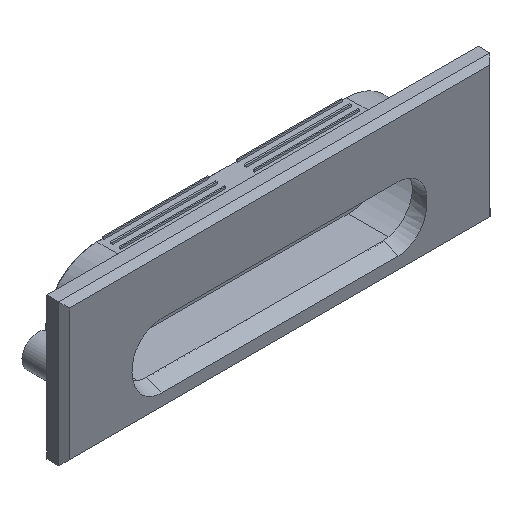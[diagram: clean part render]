
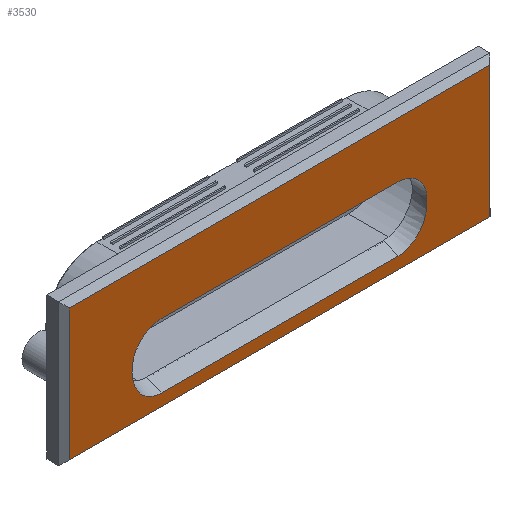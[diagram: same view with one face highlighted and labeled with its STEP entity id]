
A CAD part, isometric view. The second image highlights one B-rep face of the part: STEP entity #3530.
In plain terms, the highlighted free-form (B-spline) face has degree [1, 1] with [2, 2] control points.
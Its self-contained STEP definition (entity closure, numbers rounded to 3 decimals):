
#2714=CARTESIAN_POINT('',(45.0,0.0,-20.5));
#2715=VERTEX_POINT('',#2714);
#2721=CARTESIAN_POINT('',(56.0,0.0,-8.417));
#2722=VERTEX_POINT('',#2721);
#2723=CARTESIAN_POINT('',(56.,0.0,-8.417));
#2724=CARTESIAN_POINT('',(56.,0.0,-20.5));
#2725=CARTESIAN_POINT('',(45.0,0.0,-20.5));
#2733=(BOUNDED_CURVE()B_SPLINE_CURVE(2,(#2723,#2724,#2725),.UNSPECIFIED.,.F.,.U.)CURVE()GEOMETRIC_REPRESENTATION_ITEM()QUASI_UNIFORM_CURVE()RATIONAL_B_SPLINE_CURVE((1.0,0.707,1.0))REPRESENTATION_ITEM(''));
#2734=EDGE_CURVE('',#2722,#2715,#2733,.T.);
#2790=CARTESIAN_POINT('',(-56.0,0.0,-8.417));
#2791=VERTEX_POINT('',#2790);
#2797=CARTESIAN_POINT('',(-45.0,0.0,-20.5));
#2798=VERTEX_POINT('',#2797);
#2799=CARTESIAN_POINT('',(-45.0,0.,-20.5));
#2800=CARTESIAN_POINT('',(-56.0,0.,-20.5));
#2801=CARTESIAN_POINT('',(-56.,0.,-8.417));
#2809=(BOUNDED_CURVE()B_SPLINE_CURVE(2,(#2799,#2800,#2801),.UNSPECIFIED.,.F.,.U.)CURVE()GEOMETRIC_REPRESENTATION_ITEM()QUASI_UNIFORM_CURVE()RATIONAL_B_SPLINE_CURVE((1.0,0.707,1.0))REPRESENTATION_ITEM(''));
#2810=EDGE_CURVE('',#2798,#2791,#2809,.T.);
#2849=CARTESIAN_POINT('',(-56.0,0.0,-7.0));
#2850=VERTEX_POINT('',#2849);
#2872=CARTESIAN_POINT('',(-45.0,0.0,4.0));
#2873=VERTEX_POINT('',#2872);
#2879=CARTESIAN_POINT('',(-56.,0.0,-7.0));
#2880=CARTESIAN_POINT('',(-56.,0.0,4.));
#2881=CARTESIAN_POINT('',(-45.0,0.0,4.));
#2889=(BOUNDED_CURVE()B_SPLINE_CURVE(2,(#2879,#2880,#2881),.UNSPECIFIED.,.F.,.U.)CURVE()GEOMETRIC_REPRESENTATION_ITEM()QUASI_UNIFORM_CURVE()RATIONAL_B_SPLINE_CURVE((1.0,0.707,1.0))REPRESENTATION_ITEM(''));
#2890=EDGE_CURVE('',#2850,#2873,#2889,.T.);
#2925=CARTESIAN_POINT('',(56.0,0.0,-7.0));
#2926=VERTEX_POINT('',#2925);
#2932=CARTESIAN_POINT('',(45.0,0.0,4.0));
#2933=VERTEX_POINT('',#2932);
#2934=CARTESIAN_POINT('',(45.0,0.0,4.));
#2935=CARTESIAN_POINT('',(56.,0.0,4.));
#2936=CARTESIAN_POINT('',(56.,0.0,-7.0));
#2944=(BOUNDED_CURVE()B_SPLINE_CURVE(2,(#2934,#2935,#2936),.UNSPECIFIED.,.F.,.U.)CURVE()GEOMETRIC_REPRESENTATION_ITEM()QUASI_UNIFORM_CURVE()RATIONAL_B_SPLINE_CURVE((1.0,0.707,1.0))REPRESENTATION_ITEM(''));
#2945=EDGE_CURVE('',#2933,#2926,#2944,.T.);
#2984=CARTESIAN_POINT('',(-80.0,0.0,25.0));
#2985=VERTEX_POINT('',#2984);
#3000=CARTESIAN_POINT('',(-80.0,0.0,-25.0));
#3001=VERTEX_POINT('',#3000);
#3007=CARTESIAN_POINT('',(-80.0,0.0,25.0));
#3008=CARTESIAN_POINT('',(-80.0,0.0,-25.0));
#3009=QUASI_UNIFORM_CURVE('',1,(#3007,#3008),.UNSPECIFIED.,.F.,.U.);
#3010=EDGE_CURVE('',#2985,#3001,#3009,.T.);
#3022=CARTESIAN_POINT('',(80.0,0.0,-25.0));
#3023=VERTEX_POINT('',#3022);
#3029=CARTESIAN_POINT('',(-80.0,0.0,-25.0));
#3030=CARTESIAN_POINT('',(80.0,0.0,-25.0));
#3031=QUASI_UNIFORM_CURVE('',1,(#3029,#3030),.UNSPECIFIED.,.F.,.U.);
#3032=EDGE_CURVE('',#3001,#3023,#3031,.T.);
#3048=CARTESIAN_POINT('',(80.0,0.0,25.0));
#3049=VERTEX_POINT('',#3048);
#3063=CARTESIAN_POINT('',(80.0,0.0,25.0));
#3064=CARTESIAN_POINT('',(-80.0,0.0,25.0));
#3065=QUASI_UNIFORM_CURVE('',1,(#3063,#3064),.UNSPECIFIED.,.F.,.U.);
#3066=EDGE_CURVE('',#3049,#2985,#3065,.T.);
#3083=CARTESIAN_POINT('',(80.0,0.0,-25.0));
#3084=CARTESIAN_POINT('',(80.0,0.0,25.0));
#3085=QUASI_UNIFORM_CURVE('',1,(#3083,#3084),.UNSPECIFIED.,.F.,.U.);
#3086=EDGE_CURVE('',#3023,#3049,#3085,.T.);
#3098=CARTESIAN_POINT('',(56.0,0.0,-8.417));
#3099=CARTESIAN_POINT('',(56.0,0.0,-7.0));
#3100=QUASI_UNIFORM_CURVE('',1,(#3098,#3099),.UNSPECIFIED.,.F.,.U.);
#3101=EDGE_CURVE('',#2722,#2926,#3100,.T.);
#3111=CARTESIAN_POINT('',(-56.0,0.0,-8.417));
#3112=CARTESIAN_POINT('',(-56.0,0.0,-7.0));
#3113=QUASI_UNIFORM_CURVE('',1,(#3111,#3112),.UNSPECIFIED.,.F.,.U.);
#3114=EDGE_CURVE('',#2791,#2850,#3113,.T.);
#3132=CARTESIAN_POINT('',(-45.0,0.0,-20.5));
#3133=CARTESIAN_POINT('',(45.0,0.0,-20.5));
#3134=QUASI_UNIFORM_CURVE('',1,(#3132,#3133),.UNSPECIFIED.,.F.,.U.);
#3135=EDGE_CURVE('',#2798,#2715,#3134,.T.);
#3152=CARTESIAN_POINT('',(-45.0,0.0,4.0));
#3153=CARTESIAN_POINT('',(45.0,0.0,4.0));
#3154=QUASI_UNIFORM_CURVE('',1,(#3152,#3153),.UNSPECIFIED.,.F.,.U.);
#3155=EDGE_CURVE('',#2873,#2933,#3154,.T.);
#3509=CARTESIAN_POINT('',(-87.992,0.0,27.497));
#3510=CARTESIAN_POINT('',(87.992,0.0,27.497));
#3511=CARTESIAN_POINT('',(-87.992,0.0,-27.498));
#3512=CARTESIAN_POINT('',(87.992,0.0,-27.498));
#3513=B_SPLINE_SURFACE_WITH_KNOTS('',1,1,((#3509,#3511),(#3510,#3512)),.UNSPECIFIED.,.F.,.F.,.U.,(2,2),(2,2),(0.0,175.984),(0.0,54.995),.UNSPECIFIED.);
#3514=ORIENTED_EDGE('',*,*,#3066,.T.);
#3515=ORIENTED_EDGE('',*,*,#3010,.T.);
#3516=ORIENTED_EDGE('',*,*,#3032,.T.);
#3517=ORIENTED_EDGE('',*,*,#3086,.T.);
#3518=EDGE_LOOP('',(#3514,#3515,#3516,#3517));
#3519=FACE_OUTER_BOUND('',#3518,.T.);
#3520=ORIENTED_EDGE('',*,*,#3135,.F.);
#3521=ORIENTED_EDGE('',*,*,#2810,.T.);
#3522=ORIENTED_EDGE('',*,*,#3114,.T.);
#3523=ORIENTED_EDGE('',*,*,#2890,.T.);
#3524=ORIENTED_EDGE('',*,*,#3155,.T.);
#3525=ORIENTED_EDGE('',*,*,#2945,.T.);
#3526=ORIENTED_EDGE('',*,*,#3101,.F.);
#3527=ORIENTED_EDGE('',*,*,#2734,.T.);
#3528=EDGE_LOOP('',(#3520,#3521,#3522,#3523,#3524,#3525,#3526,#3527));
#3529=FACE_BOUND('',#3528,.T.);
#3530=ADVANCED_FACE('',(#3519,#3529),#3513,.F.);
